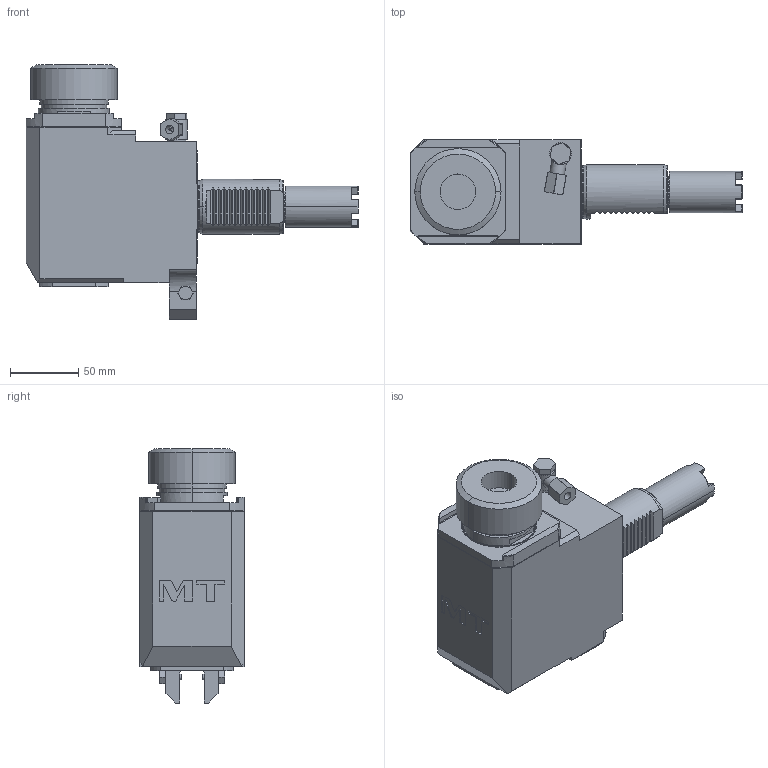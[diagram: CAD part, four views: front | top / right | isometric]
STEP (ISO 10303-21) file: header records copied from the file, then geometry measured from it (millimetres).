
FILE_DESCRIPTION((''),'2;1');
FILE_NAME('HAS0140140_CONF','2024-12-18T16:03:15',('fpalella'),('M.T. srl'),'CREO PARAMETRIC BY PTC INC, 2023352','CREO PARAMETRIC BY PTC INC, 2023352','');
FILE_SCHEMA(('CONFIG_CONTROL_DESIGN'));
Length unit declared in the file: millimetre
Products named in the file (1): HAS0140140_CONF
Bounding box: 242.55 x 76 x 185.66 mm (x, y, z)
Volume: 1277755.1 mm3; surface area: 104611.3 mm2
Topology: 1 solids, 1 shells, 395 faces, 1021 edges, 658 vertices
Faces by surface type: plane 214, cylinder 118, cone 50, torus 11, extrusion 2
Entity records: 13133 total; most frequent: CARTESIAN_POINT 3624, ORIENTED_EDGE 2042, DIRECTION 1879, EDGE_CURVE 1021, AXIS2_PLACEMENT_3D 679, VERTEX_POINT 658, VECTOR 521, LINE 519
